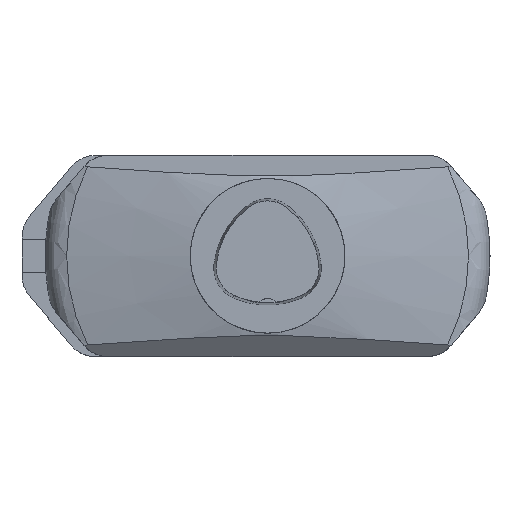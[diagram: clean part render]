
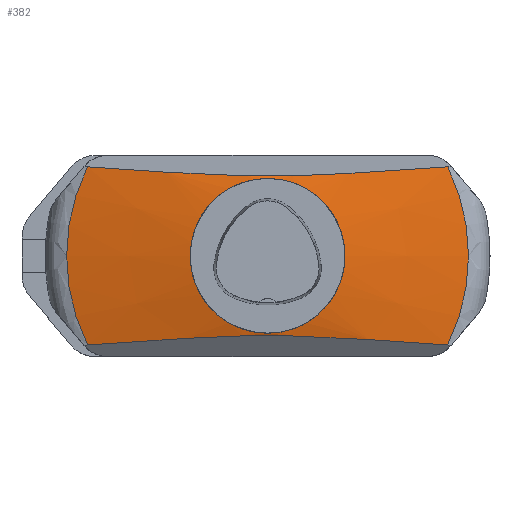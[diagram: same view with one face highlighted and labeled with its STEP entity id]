
A CAD part, top view. The second image highlights one B-rep face of the part: STEP entity #382.
In plain terms, the highlighted conical face has half-angle 78 degrees and reference radius 39.992 mm.
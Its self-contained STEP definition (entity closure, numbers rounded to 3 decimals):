
#105=CONICAL_SURFACE('',#2731,39.993,78.);
#382=ADVANCED_FACE('',(#1034,#1035),#105,.T.);
#564=CIRCLE('',#2726,103.911);
#565=CIRCLE('',#2728,103.911);
#566=CIRCLE('',#2730,39.993);
#1034=FACE_BOUND('',#1123,.T.);
#1035=FACE_BOUND('',#1124,.T.);
#1123=EDGE_LOOP('',(#1486));
#1124=EDGE_LOOP('',(#1487,#1488,#1489,#1490));
#1486=ORIENTED_EDGE('',*,*,#2309,.T.);
#1487=ORIENTED_EDGE('',*,*,#2310,.F.);
#1488=ORIENTED_EDGE('',*,*,#2303,.T.);
#1489=ORIENTED_EDGE('',*,*,#2311,.F.);
#1490=ORIENTED_EDGE('',*,*,#2307,.T.);
#2040=VERTEX_POINT('',#4060);
#2041=VERTEX_POINT('',#4061);
#2042=VERTEX_POINT('',#4075);
#2043=VERTEX_POINT('',#4077);
#2044=VERTEX_POINT('',#4084);
#2303=EDGE_CURVE('',#2040,#2041,#564,.T.);
#2307=EDGE_CURVE('',#2043,#2042,#565,.T.);
#2309=EDGE_CURVE('',#2044,#2044,#566,.T.);
#2310=EDGE_CURVE('',#2040,#2042,#2537,.T.);
#2311=EDGE_CURVE('',#2043,#2041,#2538,.T.);
#2537=B_SPLINE_CURVE_WITH_KNOTS('',3,(#4085,#4086,#4087,#4088,#4089,#4090,
#4091,#4092,#4093,#4094,#4095,#4096),.UNSPECIFIED.,.F.,.F.,(4,2,2,2,2,4),
(0.,0.25,0.5,0.625,0.75,1.),.UNSPECIFIED.);
#2538=B_SPLINE_CURVE_WITH_KNOTS('',3,(#4097,#4098,#4099,#4100,#4101,#4102,
#4103,#4104,#4105,#4106,#4107,#4108),.UNSPECIFIED.,.F.,.F.,(4,2,2,2,2,4),
(0.,0.25,0.5,0.625,0.75,1.),.UNSPECIFIED.);
#2726=AXIS2_PLACEMENT_3D('',#4059,#3182,#3183);
#2728=AXIS2_PLACEMENT_3D('',#4076,#3186,#3187);
#2730=AXIS2_PLACEMENT_3D('',#4083,#3190,#3191);
#2731=AXIS2_PLACEMENT_3D('',#4109,#3192,#3193);
#3182=DIRECTION('',(0.,0.,1.));
#3183=DIRECTION('',(-1.,0.,0.));
#3186=DIRECTION('',(0.,0.,1.));
#3187=DIRECTION('',(-1.,0.,0.));
#3190=DIRECTION('',(0.,0.,-1.));
#3191=DIRECTION('',(-1.,0.,0.));
#3192=DIRECTION('',(0.,0.,-1.));
#3193=DIRECTION('',(-1.,0.,0.));
#4059=CARTESIAN_POINT('',(0.,0.,-43.686));
#4060=CARTESIAN_POINT('',(93.144,-46.062,-43.686));
#4061=CARTESIAN_POINT('',(93.144,46.062,-43.686));
#4075=CARTESIAN_POINT('',(-93.144,-46.062,-43.686));
#4076=CARTESIAN_POINT('',(0.,0.,-43.686));
#4077=CARTESIAN_POINT('',(-93.144,46.062,-43.686));
#4083=CARTESIAN_POINT('',(0.,0.,-30.1));
#4084=CARTESIAN_POINT('',(-39.993,0.,-30.1));
#4085=CARTESIAN_POINT('',(93.144,-46.062,-43.686));
#4086=CARTESIAN_POINT('',(77.801,-44.96,-40.659));
#4087=CARTESIAN_POINT('',(62.448,-43.88,-37.69));
#4088=CARTESIAN_POINT('',(31.61,-42.021,-32.584));
#4089=CARTESIAN_POINT('',(16.134,-41.222,-30.387));
#4090=CARTESIAN_POINT('',(-7.603,-41.207,-30.346));
#4091=CARTESIAN_POINT('',(-15.543,-41.406,-30.892));
#4092=CARTESIAN_POINT('',(-31.206,-42.041,-32.637));
#4093=CARTESIAN_POINT('',(-38.985,-42.467,-33.808));
#4094=CARTESIAN_POINT('',(-62.264,-43.867,-37.654));
#4095=CARTESIAN_POINT('',(-77.709,-44.954,-40.641));
#4096=CARTESIAN_POINT('',(-93.144,-46.062,-43.686));
#4097=CARTESIAN_POINT('',(-93.144,46.062,-43.686));
#4098=CARTESIAN_POINT('',(-77.801,44.96,-40.659));
#4099=CARTESIAN_POINT('',(-62.448,43.88,-37.69));
#4100=CARTESIAN_POINT('',(-31.61,42.021,-32.584));
#4101=CARTESIAN_POINT('',(-16.134,41.222,-30.387));
#4102=CARTESIAN_POINT('',(7.603,41.207,-30.346));
#4103=CARTESIAN_POINT('',(15.543,41.406,-30.892));
#4104=CARTESIAN_POINT('',(31.206,42.041,-32.637));
#4105=CARTESIAN_POINT('',(38.985,42.467,-33.808));
#4106=CARTESIAN_POINT('',(62.264,43.867,-37.654));
#4107=CARTESIAN_POINT('',(77.709,44.954,-40.641));
#4108=CARTESIAN_POINT('',(93.144,46.062,-43.686));
#4109=CARTESIAN_POINT('',(0.,0.,-30.1));
